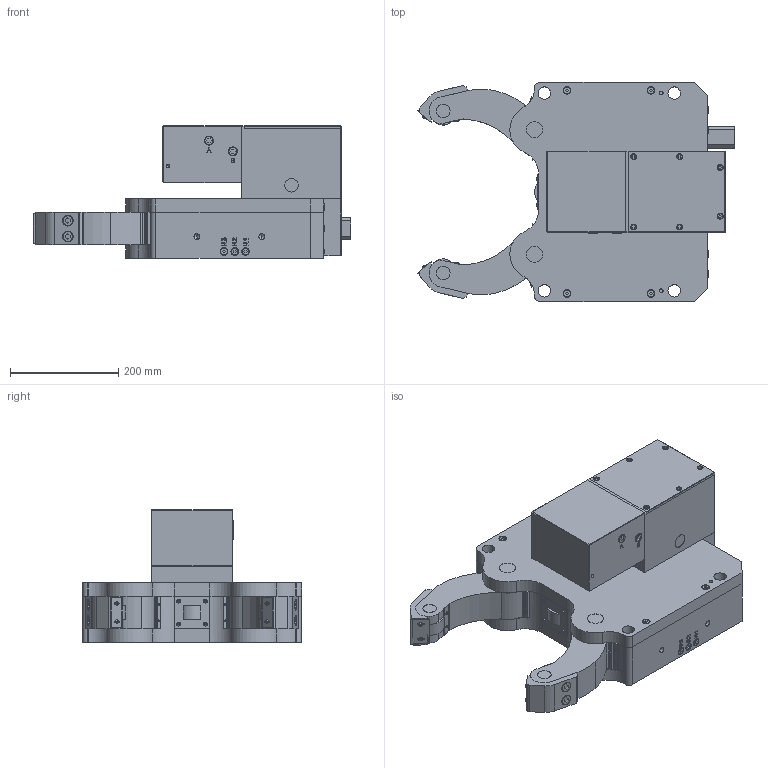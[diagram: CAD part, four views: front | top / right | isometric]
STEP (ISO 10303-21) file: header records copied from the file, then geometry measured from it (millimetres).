
FILE_DESCRIPTION (( 'STEP AP203' ), '1' );
FILE_NAME ('CF-SRB-04.STEP', '2024-05-28T06:59:46', ( '' ), ( '' ), 'SwSTEP 2.0', 'SolidWorks 2020', '' );
FILE_SCHEMA (( 'CONFIG_CONTROL_DESIGN' ));
Length unit declared in the file: millimetre
Products named in the file (1): CF-SRB-04
Bounding box: 586.69 x 405 x 245 mm (x, y, z)
Volume: 22453446.3 mm3; surface area: 1356977.1 mm2
Topology: 79 solids, 81 shells, 1490 faces, 3598 edges, 2341 vertices
Faces by surface type: plane 940, cylinder 280, cone 120, bspline 110, sphere 40
Entity records: 43737 total; most frequent: CARTESIAN_POINT 8898, ORIENTED_EDGE 7128, DIRECTION 7002, EDGE_CURVE 3564, VECTOR 2448, LINE 2448, VERTEX_POINT 2341, AXIS2_PLACEMENT_3D 2277
